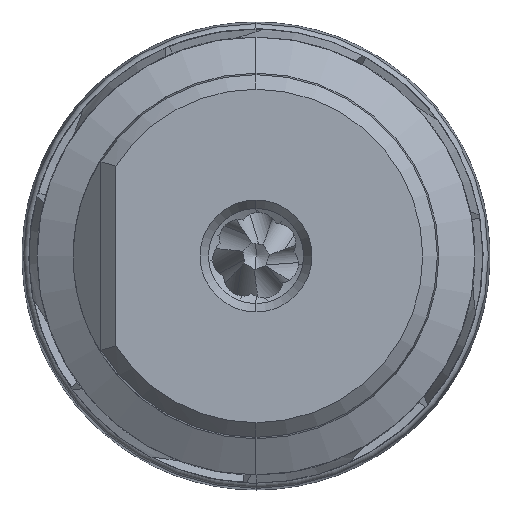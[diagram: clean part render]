
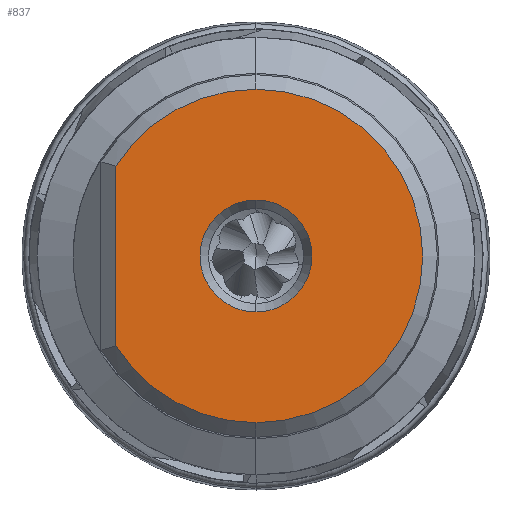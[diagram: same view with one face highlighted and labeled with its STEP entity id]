
A CAD part, left-side view. The second image highlights one B-rep face of the part: STEP entity #837.
In plain terms, the highlighted planar face has unit normal (-1, 0, 0).
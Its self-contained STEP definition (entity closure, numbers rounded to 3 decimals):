
#33 = VERTEX_POINT ( 'NONE', #4391 ) ;
#44 = VERTEX_POINT ( 'NONE', #5467 ) ;
#150 = EDGE_CURVE ( 'NONE', #444, #44, #979, .T. ) ;
#156 = EDGE_CURVE ( 'NONE', #33, #411, #976, .T. ) ;
#411 = VERTEX_POINT ( 'NONE', #2619 ) ;
#444 = VERTEX_POINT ( 'NONE', #2670 ) ;
#477 = VERTEX_POINT ( 'NONE', #2696 ) ;
#795 = EDGE_CURVE ( 'NONE', #411, #33, #1645, .T. ) ;
#796 = EDGE_CURVE ( 'NONE', #4293, #477, #3031, .T. ) ;
#797 = EDGE_CURVE ( 'NONE', #44, #4293, #1635, .T. ) ;
#837 = ADVANCED_FACE ( 'NONE', ( #3182, #3184 ), #3185, .T. ) ;
#963 = AXIS2_PLACEMENT_3D ( 'NONE', #1005, #1006, #1007 ) ;
#967 = AXIS2_PLACEMENT_3D ( 'NONE', #5565, #5566, #5567 ) ;
#976 = CIRCLE ( 'NONE', #963, 3.827 ) ;
#979 = CIRCLE ( 'NONE', #967, 11.4 ) ;
#1005 = CARTESIAN_POINT ( 'NONE',  ( -105.5, 0., 0. ) ) ;
#1006 = DIRECTION ( 'NONE',  ( 1., 0., 0. ) ) ;
#1007 = DIRECTION ( 'NONE',  ( 0., 0., -1. ) ) ;
#1635 = CIRCLE ( 'NONE', #1651, 11.4 ) ;
#1645 = CIRCLE ( 'NONE', #1648, 3.827 ) ;
#1647 = VECTOR ( 'NONE', #3039, 1000. ) ;
#1648 = AXIS2_PLACEMENT_3D ( 'NONE', #3036, #3037, #3038 ) ;
#1651 = AXIS2_PLACEMENT_3D ( 'NONE', #3043, #3044, #3045 ) ;
#1704 = AXIS2_PLACEMENT_3D ( 'NONE', #3181, #3180, #3187 ) ;
#2619 = CARTESIAN_POINT ( 'NONE',  ( -105.5, 0., -3.827 ) ) ;
#2670 = CARTESIAN_POINT ( 'NONE',  ( -105.5, 0., 11.4 ) ) ;
#2696 = CARTESIAN_POINT ( 'NONE',  ( -105.5, 9.6, 6.148 ) ) ;
#3031 = LINE ( 'NONE', #3032, #1647 ) ;
#3032 = CARTESIAN_POINT ( 'NONE',  ( -105.5, 9.6, 0. ) ) ;
#3036 = CARTESIAN_POINT ( 'NONE',  ( -105.5, 0., 0. ) ) ;
#3037 = DIRECTION ( 'NONE',  ( 1., 0., 0. ) ) ;
#3038 = DIRECTION ( 'NONE',  ( 0., 0., -1. ) ) ;
#3039 = DIRECTION ( 'NONE',  ( 0., 0., 1. ) ) ;
#3043 = CARTESIAN_POINT ( 'NONE',  ( -105.5, 0., 0. ) ) ;
#3044 = DIRECTION ( 'NONE',  ( 1., 0., 0. ) ) ;
#3045 = DIRECTION ( 'NONE',  ( 0., 0., -1. ) ) ;
#3180 = DIRECTION ( 'NONE',  ( -1., 0., 0. ) ) ;
#3181 = CARTESIAN_POINT ( 'NONE',  ( -105.5, 11.4, 0. ) ) ;
#3182 = FACE_OUTER_BOUND ( 'NONE', #5238, .T. ) ;
#3184 = FACE_BOUND ( 'NONE', #5258, .T. ) ;
#3185 = PLANE ( 'NONE',  #1704 ) ;
#3187 = DIRECTION ( 'NONE',  ( 0., 0., 1. ) ) ;
#3481 = CARTESIAN_POINT ( 'NONE',  ( -105.5, 9.6, -6.148 ) ) ;
#3654 = CIRCLE ( 'NONE', #3658, 11.4 ) ;
#3658 = AXIS2_PLACEMENT_3D ( 'NONE', #4775, #4776, #4777 ) ;
#4293 = VERTEX_POINT ( 'NONE', #3481 ) ;
#4391 = CARTESIAN_POINT ( 'NONE',  ( -105.5, 0., 3.827 ) ) ;
#4775 = CARTESIAN_POINT ( 'NONE',  ( -105.5, 0., 0. ) ) ;
#4776 = DIRECTION ( 'NONE',  ( 1., 0., 0. ) ) ;
#4777 = DIRECTION ( 'NONE',  ( 0., 0., -1. ) ) ;
#5004 = ORIENTED_EDGE ( 'NONE', *, *, #796, .F. ) ;
#5005 = ORIENTED_EDGE ( 'NONE', *, *, #797, .F. ) ;
#5006 = ORIENTED_EDGE ( 'NONE', *, *, #150, .F. ) ;
#5007 = ORIENTED_EDGE ( 'NONE', *, *, #5785, .F. ) ;
#5008 = ORIENTED_EDGE ( 'NONE', *, *, #156, .T. ) ;
#5009 = ORIENTED_EDGE ( 'NONE', *, *, #795, .T. ) ;
#5238 = EDGE_LOOP ( 'NONE', ( #5004, #5005, #5006, #5007 ) ) ;
#5258 = EDGE_LOOP ( 'NONE', ( #5008, #5009 ) ) ;
#5467 = CARTESIAN_POINT ( 'NONE',  ( -105.5, 0., -11.4 ) ) ;
#5565 = CARTESIAN_POINT ( 'NONE',  ( -105.5, 0., 0. ) ) ;
#5566 = DIRECTION ( 'NONE',  ( 1., 0., 0. ) ) ;
#5567 = DIRECTION ( 'NONE',  ( 0., 0., -1. ) ) ;
#5785 = EDGE_CURVE ( 'NONE', #477, #444, #3654, .T. ) ;
